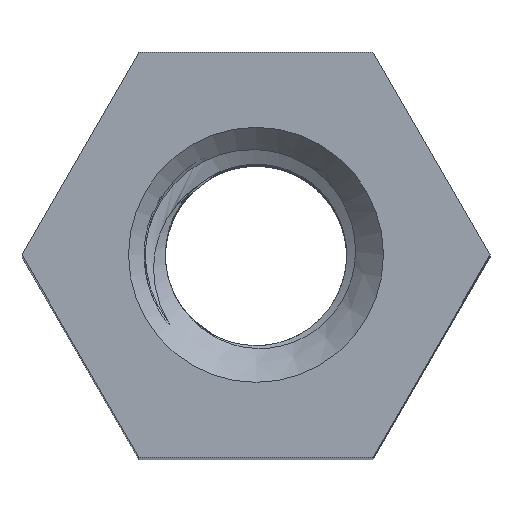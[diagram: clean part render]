
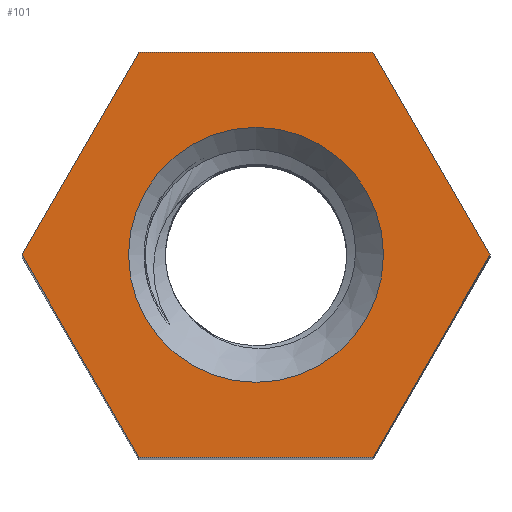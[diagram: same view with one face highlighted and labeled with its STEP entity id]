
A CAD part, top view. The second image highlights one B-rep face of the part: STEP entity #101.
In plain terms, the highlighted planar face has unit normal (0, 0, 1).
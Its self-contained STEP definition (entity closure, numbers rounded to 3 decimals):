
#101=ADVANCED_FACE('',(#19395,#19397),#19399,.T.);
#19395=FACE_BOUND('',#19396,.T.);
#19396=EDGE_LOOP('',(#20411,#20412,#20413,#20414,#20415,#20416));
#19397=FACE_BOUND('',#19398,.T.);
#19398=EDGE_LOOP('',(#20417));
#19399=PLANE('',#19400);
#19400=AXIS2_PLACEMENT_3D('',#19401,#19402,#19403);
#19401=CARTESIAN_POINT('',(0.,0.,18.));
#19402=DIRECTION('',(0.,0.,1.));
#19403=DIRECTION('',(-1.,0.,0.));
#20411=ORIENTED_EDGE('',*,*,#20655,.T.);
#20412=ORIENTED_EDGE('',*,*,#20656,.T.);
#20413=ORIENTED_EDGE('',*,*,#20657,.T.);
#20414=ORIENTED_EDGE('',*,*,#20658,.T.);
#20415=ORIENTED_EDGE('',*,*,#20659,.T.);
#20416=ORIENTED_EDGE('',*,*,#20660,.T.);
#20417=ORIENTED_EDGE('',*,*,#20577,.T.);
#20577=EDGE_CURVE('',#20704,#20704,#20705,.F.);
#20655=EDGE_CURVE('',#20856,#20857,#20858,.T.);
#20656=EDGE_CURVE('',#20857,#20859,#20860,.T.);
#20657=EDGE_CURVE('',#20859,#20861,#20862,.T.);
#20658=EDGE_CURVE('',#20861,#20863,#20864,.T.);
#20659=EDGE_CURVE('',#20863,#20865,#20866,.T.);
#20660=EDGE_CURVE('',#20865,#20856,#20867,.T.);
#20704=VERTEX_POINT('',#20917);
#20705=CIRCLE('',#20918,1.73);
#20856=VERTEX_POINT('',#26075);
#20857=VERTEX_POINT('',#26076);
#20858=LINE('',#26077,#26078);
#20859=VERTEX_POINT('',#26080);
#20860=LINE('',#26081,#26082);
#20861=VERTEX_POINT('',#26084);
#20862=LINE('',#26085,#26086);
#20863=VERTEX_POINT('',#26088);
#20864=LINE('',#26089,#26090);
#20865=VERTEX_POINT('',#26092);
#20866=LINE('',#26093,#26094);
#20867=LINE('',#26096,#26097);
#20917=CARTESIAN_POINT('',(0.,1.73,18.));
#20918=AXIS2_PLACEMENT_3D('',#20919,#20920,#20921);
#20919=CARTESIAN_POINT('',(0.,0.,18.));
#20920=DIRECTION('',(0.,0.,1.));
#20921=DIRECTION('',(0.,1.,-0.));
#26075=CARTESIAN_POINT('',(3.175,0.,18.));
#26076=CARTESIAN_POINT('',(1.588,2.75,18.));
#26077=CARTESIAN_POINT('',(3.175,0.,18.));
#26078=VECTOR('',#26079,1.);
#26079=DIRECTION('',(-0.5,0.866,0.));
#26080=CARTESIAN_POINT('',(-1.588,2.75,18.));
#26081=CARTESIAN_POINT('',(1.588,2.75,18.));
#26082=VECTOR('',#26083,1.);
#26083=DIRECTION('',(-1.,0.,0.));
#26084=CARTESIAN_POINT('',(-3.175,0.,18.));
#26085=CARTESIAN_POINT('',(-1.588,2.75,18.));
#26086=VECTOR('',#26087,1.);
#26087=DIRECTION('',(-0.5,-0.866,0.));
#26088=CARTESIAN_POINT('',(-1.588,-2.75,18.));
#26089=CARTESIAN_POINT('',(-3.175,0.,18.));
#26090=VECTOR('',#26091,1.);
#26091=DIRECTION('',(0.5,-0.866,0.));
#26092=CARTESIAN_POINT('',(1.588,-2.75,18.));
#26093=CARTESIAN_POINT('',(-1.588,-2.75,18.));
#26094=VECTOR('',#26095,1.);
#26095=DIRECTION('',(1.,0.,0.));
#26096=CARTESIAN_POINT('',(1.588,-2.75,18.));
#26097=VECTOR('',#26098,1.);
#26098=DIRECTION('',(0.5,0.866,0.));
